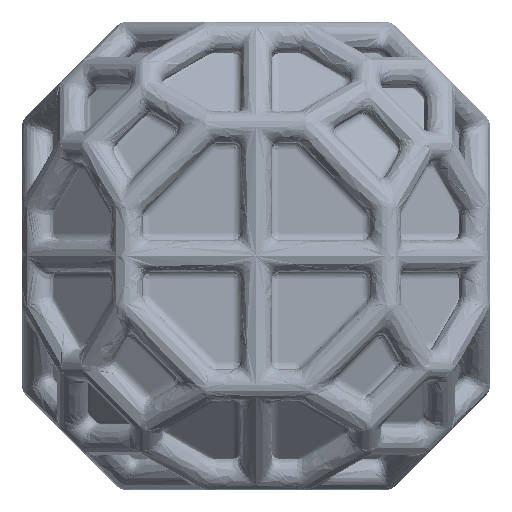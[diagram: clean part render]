
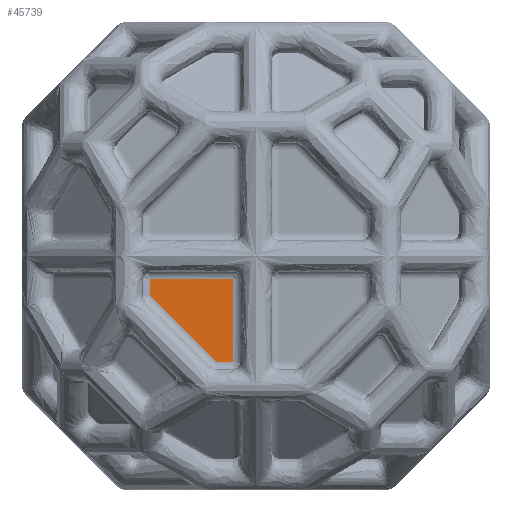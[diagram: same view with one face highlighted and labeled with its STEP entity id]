
A CAD part, front view. The second image highlights one B-rep face of the part: STEP entity #45739.
In plain terms, the highlighted free-form (B-spline) face has degree [1, 1] with [2, 2] control points.
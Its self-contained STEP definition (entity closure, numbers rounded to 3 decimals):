
#45202 = VERTEX_POINT('',#45203);
#45203 = CARTESIAN_POINT('',(-117.043,193.377,
    67.005));
#45248 = VERTEX_POINT('',#45249);
#45249 = CARTESIAN_POINT('',(-117.043,193.377,
    72.606));
#45292 = EDGE_CURVE('',#45202,#45248,#45293,.T.);
#45293 = B_SPLINE_CURVE_WITH_KNOTS('',1,(#45294,#45295),.UNSPECIFIED.,
  .F.,.F.,(2,2),(-16.771,-11.557),
  .PIECEWISE_BEZIER_KNOTS.);
#45294 = CARTESIAN_POINT('',(-117.043,193.377,
    67.005));
#45295 = CARTESIAN_POINT('',(-117.043,193.377,
    72.606));
#45319 = VERTEX_POINT('',#45320);
#45320 = CARTESIAN_POINT('',(-94.143,193.377,
    44.104));
#45367 = VERTEX_POINT('',#45368);
#45368 = CARTESIAN_POINT('',(-88.541,193.377,
    72.606));
#45415 = EDGE_CURVE('',#45248,#45367,#45416,.T.);
#45416 = B_SPLINE_CURVE_WITH_KNOTS('',1,(#45417,#45418),.UNSPECIFIED.,
  .F.,.F.,(2,2),(-58.947,-32.416),
  .PIECEWISE_BEZIER_KNOTS.);
#45417 = CARTESIAN_POINT('',(-117.043,193.377,
    72.606));
#45418 = CARTESIAN_POINT('',(-88.541,193.377,
    72.606));
#45442 = VERTEX_POINT('',#45443);
#45443 = CARTESIAN_POINT('',(-88.541,193.377,
    44.104));
#45495 = EDGE_CURVE('',#45367,#45442,#45496,.T.);
#45496 = B_SPLINE_CURVE_WITH_KNOTS('',1,(#45497,#45498),.UNSPECIFIED.,
  .F.,.F.,(2,2),(-30.084,-3.553),
  .PIECEWISE_BEZIER_KNOTS.);
#45497 = CARTESIAN_POINT('',(-88.541,193.377,
    72.606));
#45498 = CARTESIAN_POINT('',(-88.541,193.377,
    44.104));
#45511 = EDGE_CURVE('',#45442,#45319,#45512,.T.);
#45512 = B_SPLINE_CURVE_WITH_KNOTS('',1,(#45513,#45514),.UNSPECIFIED.,
  .F.,.F.,(2,2),(3.275,8.489),
  .PIECEWISE_BEZIER_KNOTS.);
#45513 = CARTESIAN_POINT('',(-88.541,193.377,
    44.104));
#45514 = CARTESIAN_POINT('',(-94.143,193.377,
    44.104));
#45533 = EDGE_CURVE('',#45319,#45202,#45534,.T.);
#45534 = B_SPLINE_CURVE_WITH_KNOTS('',1,(#45535,#45536),.UNSPECIFIED.,
  .F.,.F.,(2,2),(-8.886,21.26),
  .PIECEWISE_BEZIER_KNOTS.);
#45535 = CARTESIAN_POINT('',(-94.143,193.377,
    44.104));
#45536 = CARTESIAN_POINT('',(-117.043,193.377,
    67.005));
#45739 = ADVANCED_FACE('',(#45740),#45747,.F.);
#45740 = FACE_BOUND('',#45741,.T.);
#45741 = EDGE_LOOP('',(#45742,#45743,#45744,#45745,#45746));
#45742 = ORIENTED_EDGE('',*,*,#45292,.F.);
#45743 = ORIENTED_EDGE('',*,*,#45533,.F.);
#45744 = ORIENTED_EDGE('',*,*,#45511,.F.);
#45745 = ORIENTED_EDGE('',*,*,#45495,.F.);
#45746 = ORIENTED_EDGE('',*,*,#45415,.F.);
#45747 = B_SPLINE_SURFACE_WITH_KNOTS('',1,1,(
    (#45748,#45749)
    ,(#45750,#45751
    )),.UNSPECIFIED.,.F.,.F.,.F.,(2,2),(2,2),(7.416,
    33.947),(7.416,33.947),
  .PIECEWISE_BEZIER_KNOTS.);
#45748 = CARTESIAN_POINT('',(-88.541,193.377,
    72.606));
#45749 = CARTESIAN_POINT('',(-117.043,193.377,
    72.606));
#45750 = CARTESIAN_POINT('',(-88.541,193.377,
    44.104));
#45751 = CARTESIAN_POINT('',(-117.043,193.377,
    44.104));
